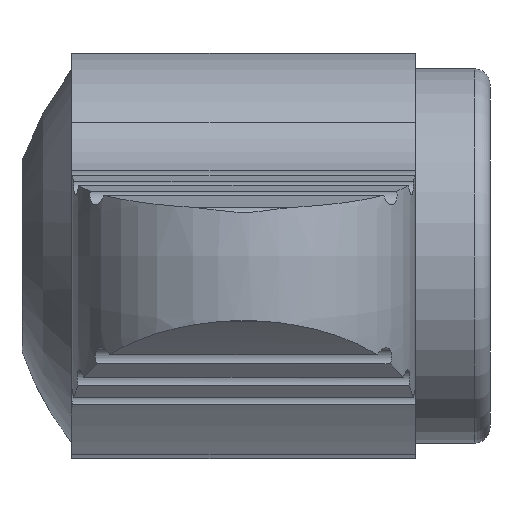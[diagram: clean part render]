
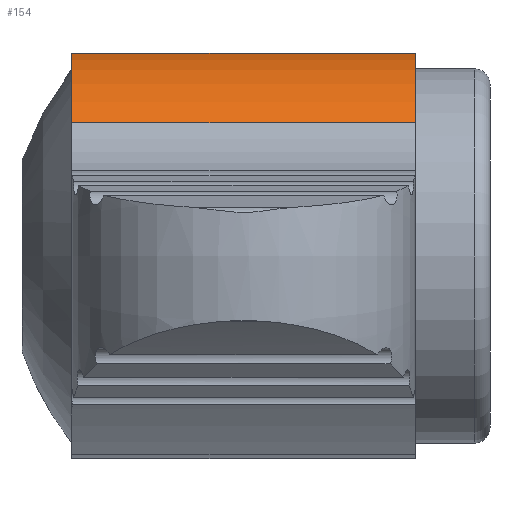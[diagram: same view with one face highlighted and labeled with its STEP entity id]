
A CAD part, left-side view. The second image highlights one B-rep face of the part: STEP entity #154.
In plain terms, the highlighted cylindrical face has radius 6.5 mm (diameter 13 mm), a partial arc.
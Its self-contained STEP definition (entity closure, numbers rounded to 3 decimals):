
#154 = ADVANCED_FACE( '', ( #314 ), #315, .T. );
#314 = FACE_OUTER_BOUND( '', #468, .T. );
#315 = CYLINDRICAL_SURFACE( '', #469, 6.5 );
#468 = EDGE_LOOP( '', ( #866, #867, #868, #869 ) );
#469 = AXIS2_PLACEMENT_3D( '', #870, #871, #872 );
#866 = ORIENTED_EDGE( '', *, *, #908, .F. );
#867 = ORIENTED_EDGE( '', *, *, #1012, .T. );
#868 = ORIENTED_EDGE( '', *, *, #959, .F. );
#869 = ORIENTED_EDGE( '', *, *, #1042, .F. );
#870 = CARTESIAN_POINT( '', ( 0., 25.5, 0. ) );
#871 = DIRECTION( '', ( 0., 1., 0. ) );
#872 = DIRECTION( '', ( 0., 0., -1. ) );
#908 = EDGE_CURVE( '', #1080, #1082, #1083, .F. );
#959 = EDGE_CURVE( '', #1166, #1168, #1169, .F. );
#1012 = EDGE_CURVE( '', #1080, #1168, #1242, .T. );
#1042 = EDGE_CURVE( '', #1082, #1166, #1282, .T. );
#1080 = VERTEX_POINT( '', #1324 );
#1082 = VERTEX_POINT( '', #1326 );
#1083 = CIRCLE( '', #1327, 6.5 );
#1166 = VERTEX_POINT( '', #1491 );
#1168 = VERTEX_POINT( '', #1493 );
#1169 = CIRCLE( '', #1494, 6.5 );
#1242 = LINE( '', #1706, #1707 );
#1282 = LINE( '', #1864, #1865 );
#1324 = CARTESIAN_POINT( '', ( -4.906, 13.4, 4.263 ) );
#1326 = CARTESIAN_POINT( '', ( 1.26, 13.4, 6.377 ) );
#1327 = AXIS2_PLACEMENT_3D( '', #1946, #1947, #1948 );
#1491 = CARTESIAN_POINT( '', ( 1.26, 2.4, 6.377 ) );
#1493 = CARTESIAN_POINT( '', ( -4.906, 2.4, 4.263 ) );
#1494 = AXIS2_PLACEMENT_3D( '', #2006, #2007, #2008 );
#1706 = CARTESIAN_POINT( '', ( -4.906, 25.5, 4.263 ) );
#1707 = VECTOR( '', #2032, 1000. );
#1864 = CARTESIAN_POINT( '', ( 1.26, 25.5, 6.377 ) );
#1865 = VECTOR( '', #2037, 1000. );
#1946 = CARTESIAN_POINT( '', ( 0., 13.4, 0. ) );
#1947 = DIRECTION( '', ( 0., -1., 0. ) );
#1948 = DIRECTION( '', ( 0., 0., -1. ) );
#2006 = CARTESIAN_POINT( '', ( 0., 2.4, 0. ) );
#2007 = DIRECTION( '', ( 0., 1., 0. ) );
#2008 = DIRECTION( '', ( 0., 0., 1. ) );
#2032 = DIRECTION( '', ( 0., -1., 0. ) );
#2037 = DIRECTION( '', ( 0., -1., 0. ) );
